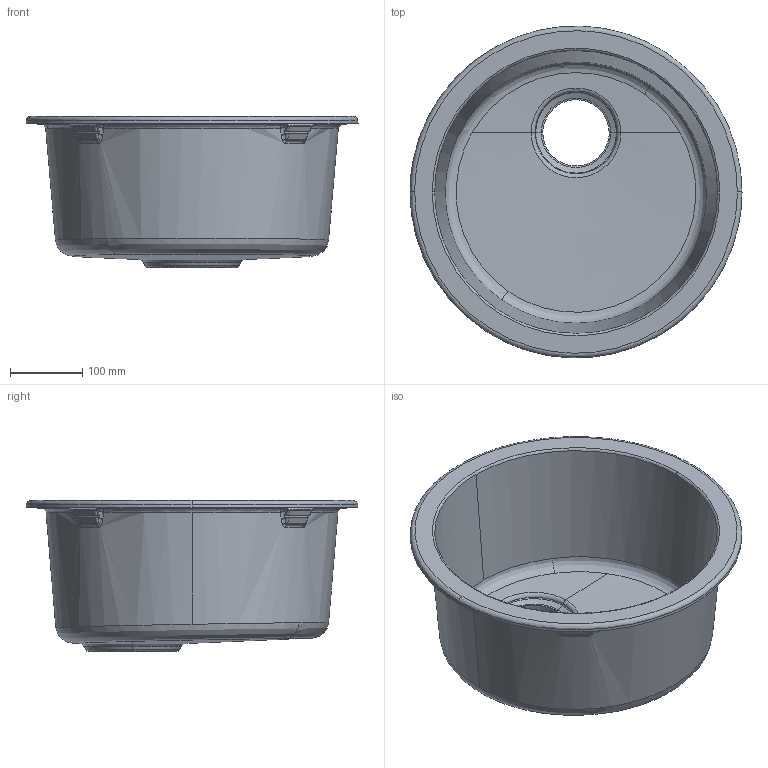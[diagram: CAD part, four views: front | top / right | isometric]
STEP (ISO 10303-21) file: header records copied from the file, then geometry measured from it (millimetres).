
FILE_DESCRIPTION(/* description */ (''),/* implementation_level */ '2;1');
FILE_NAME(/* name */ 'STEP - RAE R460_2411005',/* time_stamp */ '2023-11-28T17:07:40+11:00',/* author */ (''),/* organization */ (''),/* preprocessor_version */ 'ST-DEVELOPER v16.5',/* originating_system */ 'Rhino 7.23',/* authorisation */ '');
FILE_SCHEMA (('AUTOMOTIVE_DESIGN'));
Length unit declared in the file: millimetre
Products named in the file (1): Document
Bounding box: 460 x 459.76 x 209.31 mm (x, y, z)
Volume: 3126602.9 mm3; surface area: 723700.1 mm2
Topology: 1 solids, 1 shells, 168 faces, 412 edges, 247 vertices
Faces by surface type: bspline 89, cylinder 40, plane 39
Entity records: 7665 total; most frequent: CARTESIAN_POINT 5187, ORIENTED_EDGE 824, EDGE_CURVE 412, VERTEX_POINT 247, B_SPLINE_CURVE_WITH_KNOTS 214, EDGE_LOOP 171, ADVANCED_FACE 168, FACE_OUTER_BOUND 168
